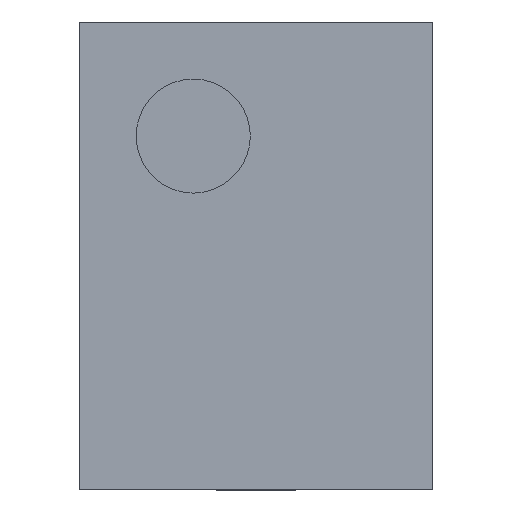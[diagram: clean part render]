
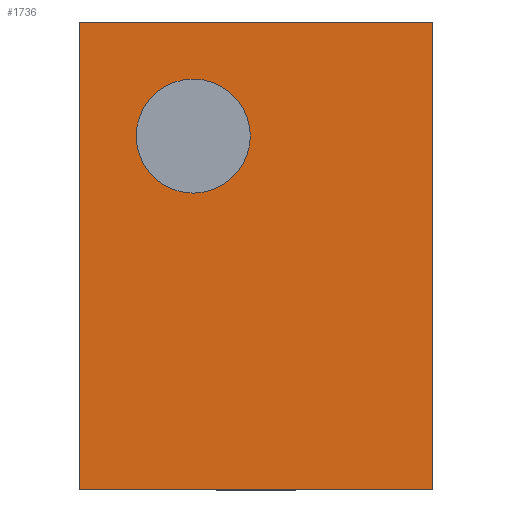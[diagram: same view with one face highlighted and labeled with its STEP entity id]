
A CAD part, top view. The second image highlights one B-rep face of the part: STEP entity #1736.
In plain terms, the highlighted free-form (B-spline) face has degree [1, 1] with [2, 2] control points.
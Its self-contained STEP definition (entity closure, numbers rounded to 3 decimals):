
#1624=CARTESIAN_POINT('',(-0.025,0.525,0.6));
#1625=VERTEX_POINT('',#1624);
#1641=CARTESIAN_POINT('',(-0.525,0.525,0.6));
#1642=VERTEX_POINT('',#1641);
#1649=CARTESIAN_POINT('',(-0.275,0.525,0.6));
#1650=DIRECTION('',(0.0,0.0,-1.0));
#1651=DIRECTION('',(1.0,0.0,0.0));
#1652=AXIS2_PLACEMENT_3D('',#1649,#1650,#1651);
#1653=CIRCLE('',#1652,0.25);
#1654=EDGE_CURVE('',#1625,#1642,#1653,.T.);
#1665=CARTESIAN_POINT('',(-0.275,0.525,0.6));
#1666=DIRECTION('',(0.0,0.0,-1.0));
#1667=DIRECTION('',(1.0,0.0,0.0));
#1668=AXIS2_PLACEMENT_3D('',#1665,#1666,#1667);
#1669=CIRCLE('',#1668,0.25);
#1670=EDGE_CURVE('',#1642,#1625,#1669,.T.);
#1693=CARTESIAN_POINT('',(-0.775,-1.025,0.6));
#1694=CARTESIAN_POINT('',(0.775,-1.025,0.6));
#1695=CARTESIAN_POINT('',(-0.775,1.025,0.6));
#1696=CARTESIAN_POINT('',(0.775,1.025,0.6));
#1697=B_SPLINE_SURFACE_WITH_KNOTS('',1,1,((#1693,#1695),(#1694,#1696)),.UNSPECIFIED.,.F.,.F.,.U.,(2,2),(2,2),(0.0,1.55),(0.0,2.05),.UNSPECIFIED.);
#1698=CARTESIAN_POINT('',(0.775,1.025,0.6));
#1699=VERTEX_POINT('',#1698);
#1700=CARTESIAN_POINT('',(0.775,-1.025,0.6));
#1701=VERTEX_POINT('',#1700);
#1702=CARTESIAN_POINT('',(0.775,1.025,0.6));
#1703=DIRECTION('',(0.0,-1.0,0.0));
#1704=VECTOR('',#1703,2.05);
#1705=LINE('',#1702,#1704);
#1706=EDGE_CURVE('',#1699,#1701,#1705,.T.);
#1707=ORIENTED_EDGE('',*,*,#1706,.F.);
#1708=CARTESIAN_POINT('',(-0.775,1.025,0.6));
#1709=VERTEX_POINT('',#1708);
#1710=CARTESIAN_POINT('',(-0.775,1.025,0.6));
#1711=DIRECTION('',(1.0,0.0,0.0));
#1712=VECTOR('',#1711,1.55);
#1713=LINE('',#1710,#1712);
#1714=EDGE_CURVE('',#1709,#1699,#1713,.T.);
#1715=ORIENTED_EDGE('',*,*,#1714,.F.);
#1716=CARTESIAN_POINT('',(-0.775,-1.025,0.6));
#1717=VERTEX_POINT('',#1716);
#1718=CARTESIAN_POINT('',(-0.775,-1.025,0.6));
#1719=DIRECTION('',(0.0,1.0,0.0));
#1720=VECTOR('',#1719,2.05);
#1721=LINE('',#1718,#1720);
#1722=EDGE_CURVE('',#1717,#1709,#1721,.T.);
#1723=ORIENTED_EDGE('',*,*,#1722,.F.);
#1724=CARTESIAN_POINT('',(0.775,-1.025,0.6));
#1725=DIRECTION('',(-1.0,0.0,0.0));
#1726=VECTOR('',#1725,1.55);
#1727=LINE('',#1724,#1726);
#1728=EDGE_CURVE('',#1701,#1717,#1727,.T.);
#1729=ORIENTED_EDGE('',*,*,#1728,.F.);
#1730=EDGE_LOOP('',(#1707,#1715,#1723,#1729));
#1731=FACE_OUTER_BOUND('',#1730,.T.);
#1732=ORIENTED_EDGE('',*,*,#1654,.T.);
#1733=ORIENTED_EDGE('',*,*,#1670,.T.);
#1734=EDGE_LOOP('',(#1732,#1733));
#1735=FACE_BOUND('',#1734,.T.);
#1736=ADVANCED_FACE('',(#1731,#1735),#1697,.T.);
